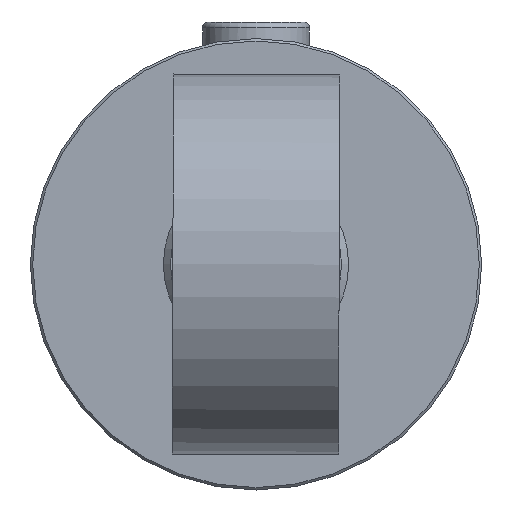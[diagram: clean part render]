
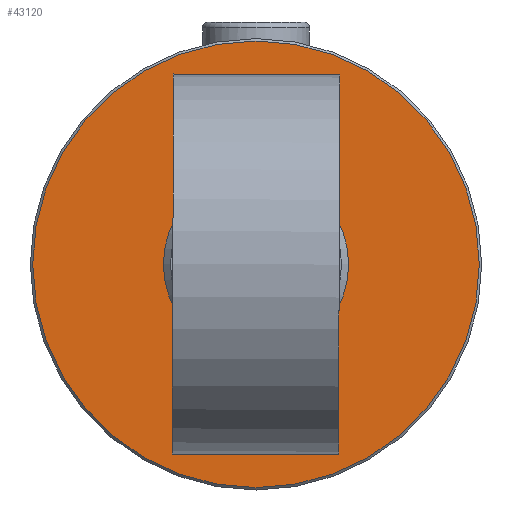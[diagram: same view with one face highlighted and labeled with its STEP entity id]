
A CAD part, front view. The second image highlights one B-rep face of the part: STEP entity #43120.
In plain terms, the highlighted planar face has unit normal (0, -1, 0).
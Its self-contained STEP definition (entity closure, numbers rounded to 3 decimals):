
#43086=CARTESIAN_POINT('',(0.,-365.,94.));
#43087=VERTEX_POINT('',#43086);
#43088=CARTESIAN_POINT('',(0.0,-365.0,0.));
#43089=DIRECTION('',(0.0,1.0,0.0));
#43090=DIRECTION('',(0.0,0.0,-1.0));
#43091=AXIS2_PLACEMENT_3D('',#43088,#43089,#43090);
#43092=CIRCLE('',#43091,94.);
#43093=EDGE_CURVE('',#43087,#43087,#43092,.T.);
#43101=CARTESIAN_POINT('',(0.0,-365.0,67.));
#43102=DIRECTION('',(0.0,-1.0,0.0));
#43103=DIRECTION('',(0.0,0.0,-1.0));
#43104=AXIS2_PLACEMENT_3D('',#43101,#43102,#43103);
#43105=PLANE('',#43104);
#43106=ORIENTED_EDGE('',*,*,#43093,.F.);
#43107=EDGE_LOOP('',(#43106));
#43108=FACE_OUTER_BOUND('',#43107,.T.);
#43109=CARTESIAN_POINT('',(0.0,-365.0,39.));
#43110=VERTEX_POINT('',#43109);
#43111=CARTESIAN_POINT('',(0.0,-365.0,0.));
#43112=DIRECTION('',(0.0,1.0,0.0));
#43113=DIRECTION('',(0.0,0.0,1.0));
#43114=AXIS2_PLACEMENT_3D('',#43111,#43112,#43113);
#43115=CIRCLE('',#43114,39.);
#43116=EDGE_CURVE('',#43110,#43110,#43115,.T.);
#43117=ORIENTED_EDGE('',*,*,#43116,.T.);
#43118=EDGE_LOOP('',(#43117));
#43119=FACE_BOUND('',#43118,.T.);
#43120=ADVANCED_FACE('',(#43108,#43119),#43105,.T.);
